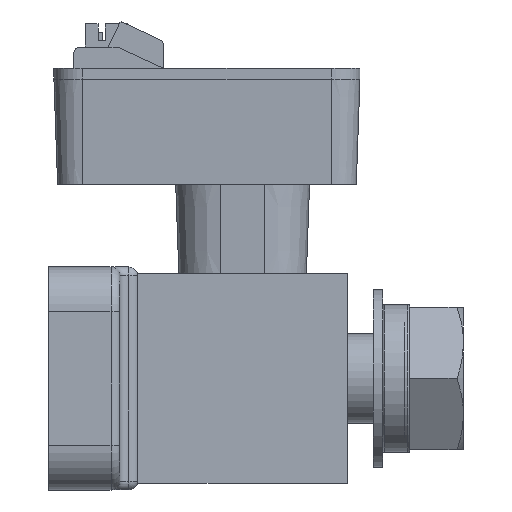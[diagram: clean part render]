
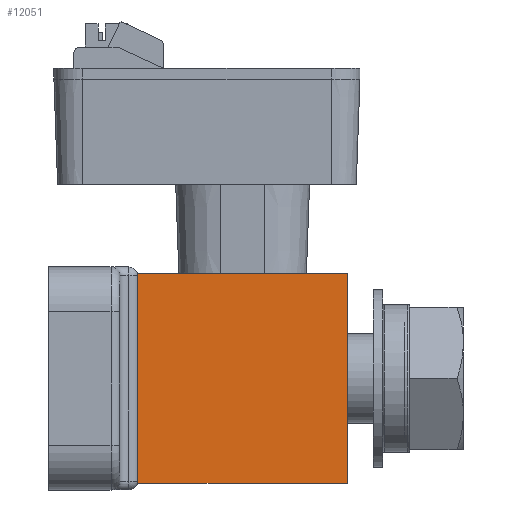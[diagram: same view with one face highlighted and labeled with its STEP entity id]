
A CAD part, left-side view. The second image highlights one B-rep face of the part: STEP entity #12051.
In plain terms, the highlighted face is planar.
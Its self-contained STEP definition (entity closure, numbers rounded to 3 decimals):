
#273 = EDGE_CURVE ( 'NONE', #16245, #12007, #17022, .T. ) ;
#2762 = PLANE ( 'NONE',  #22595 ) ;
#3358 = EDGE_LOOP ( 'NONE', ( #4547, #14478, #10010, #15323 ) ) ;
#3901 = VECTOR ( 'NONE', #19715, 1000. ) ;
#4153 = EDGE_CURVE ( 'NONE', #13999, #16245, #16220, .T. ) ;
#4547 = ORIENTED_EDGE ( 'NONE', *, *, #273, .T. ) ;
#4774 = EDGE_CURVE ( 'NONE', #13999, #16307, #21743, .T. ) ;
#7659 = LINE ( 'NONE', #16128, #3901 ) ;
#8254 = CARTESIAN_POINT ( 'NONE',  ( 39.5, 10., 11.75 ) ) ;
#9039 = CARTESIAN_POINT ( 'NONE',  ( 39.5, 33.5, -11.75 ) ) ;
#9549 = CARTESIAN_POINT ( 'NONE',  ( 39.5, 33.5, -11.75 ) ) ;
#9855 = DIRECTION ( 'NONE',  ( 0., 0., -1. ) ) ;
#10010 = ORIENTED_EDGE ( 'NONE', *, *, #4774, .F. ) ;
#10211 = VECTOR ( 'NONE', #9855, 1000. ) ;
#10563 = DIRECTION ( 'NONE',  ( 0., 0., 1. ) ) ;
#12007 = VERTEX_POINT ( 'NONE', #18808 ) ;
#12051 = ADVANCED_FACE ( 'NONE', ( #20322 ), #2762, .F. ) ;
#13228 = CARTESIAN_POINT ( 'NONE',  ( 39.5, 33.5, 11.75 ) ) ;
#13657 = CARTESIAN_POINT ( 'NONE',  ( 39.5, 10., -11.75 ) ) ;
#13794 = VECTOR ( 'NONE', #18067, 1000. ) ;
#13999 = VERTEX_POINT ( 'NONE', #13228 ) ;
#14019 = CARTESIAN_POINT ( 'NONE',  ( 39.5, 33.5, -11.75 ) ) ;
#14347 = CARTESIAN_POINT ( 'NONE',  ( 39.5, 33.5, 11.75 ) ) ;
#14478 = ORIENTED_EDGE ( 'NONE', *, *, #15161, .F. ) ;
#15161 = EDGE_CURVE ( 'NONE', #16307, #12007, #7659, .T. ) ;
#15323 = ORIENTED_EDGE ( 'NONE', *, *, #4153, .T. ) ;
#16128 = CARTESIAN_POINT ( 'NONE',  ( 39.5, 33.5, -11.75 ) ) ;
#16220 = LINE ( 'NONE', #14347, #13794 ) ;
#16245 = VERTEX_POINT ( 'NONE', #8254 ) ;
#16307 = VERTEX_POINT ( 'NONE', #9039 ) ;
#16614 = DIRECTION ( 'NONE',  ( 0., 0., -1. ) ) ;
#17022 = LINE ( 'NONE', #13657, #10211 ) ;
#18067 = DIRECTION ( 'NONE',  ( 0., -1., 0. ) ) ;
#18808 = CARTESIAN_POINT ( 'NONE',  ( 39.5, 10., -11.75 ) ) ;
#19590 = DIRECTION ( 'NONE',  ( -1., 0., 0. ) ) ;
#19715 = DIRECTION ( 'NONE',  ( 0., -1., 0. ) ) ;
#20322 = FACE_OUTER_BOUND ( 'NONE', #3358, .T. ) ;
#20661 = VECTOR ( 'NONE', #16614, 1000. ) ;
#21743 = LINE ( 'NONE', #9549, #20661 ) ;
#22595 = AXIS2_PLACEMENT_3D ( 'NONE', #14019, #19590, #10563 ) ;
